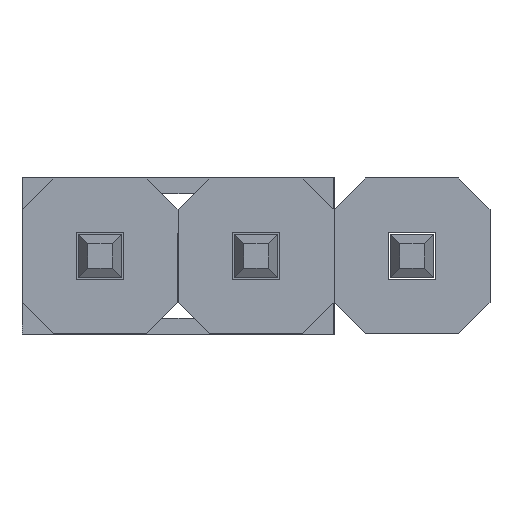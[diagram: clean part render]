
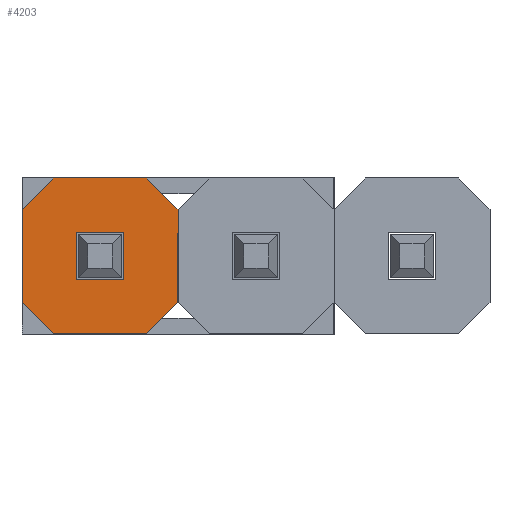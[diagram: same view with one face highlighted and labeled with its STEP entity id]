
A CAD part, front view. The second image highlights one B-rep face of the part: STEP entity #4203.
In plain terms, the highlighted planar face has unit normal (0, -1, 0).
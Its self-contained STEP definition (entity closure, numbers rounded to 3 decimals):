
#123 = DIRECTION ( 'NONE',  ( 0., 0., 1. ) ) ;
#124 = VECTOR ( 'NONE', #123, 1000. ) ;
#125 = CARTESIAN_POINT ( 'NONE',  ( -2.88, 0., 0.387 ) ) ;
#126 = LINE ( 'NONE', #125, #124 ) ;
#140 = DIRECTION ( 'NONE',  ( 0., 0., -1. ) ) ;
#141 = VECTOR ( 'NONE', #140, 1000. ) ;
#142 = CARTESIAN_POINT ( 'NONE',  ( -2.12, 0., -0.373 ) ) ;
#144 = LINE ( 'NONE', #142, #141 ) ;
#177 = CARTESIAN_POINT ( 'NONE',  ( -2.88, 0., 0.387 ) ) ;
#206 = DIRECTION ( 'NONE',  ( 1., 0., 0. ) ) ;
#207 = VECTOR ( 'NONE', #206, 1000. ) ;
#208 = CARTESIAN_POINT ( 'NONE',  ( -2.5, 0., 0.387 ) ) ;
#209 = LINE ( 'NONE', #208, #207 ) ;
#238 = CARTESIAN_POINT ( 'NONE',  ( -3.25, 0., -1.243 ) ) ;
#239 = DIRECTION ( 'NONE',  ( -1., 0., 0. ) ) ;
#240 = VECTOR ( 'NONE', #239, 1000. ) ;
#241 = CARTESIAN_POINT ( 'NONE',  ( -3.25, 0., -1.243 ) ) ;
#242 = LINE ( 'NONE', #241, #240 ) ;
#252 = CARTESIAN_POINT ( 'NONE',  ( -3.25, 0., 1.257 ) ) ;
#253 = DIRECTION ( 'NONE',  ( 1., 0., 0. ) ) ;
#254 = VECTOR ( 'NONE', #253, 1000. ) ;
#255 = CARTESIAN_POINT ( 'NONE',  ( -1.75, 0., 1.257 ) ) ;
#256 = LINE ( 'NONE', #255, #254 ) ;
#311 = CARTESIAN_POINT ( 'NONE',  ( -3.75, 0., -0.743 ) ) ;
#312 = DIRECTION ( 'NONE',  ( -0.707, 0., 0.707 ) ) ;
#313 = VECTOR ( 'NONE', #312, 1000. ) ;
#314 = CARTESIAN_POINT ( 'NONE',  ( -3.75, 0., -0.743 ) ) ;
#315 = LINE ( 'NONE', #314, #313 ) ;
#388 = FACE_BOUND ( 'NONE', #4189, .T. ) ;
#389 = FACE_OUTER_BOUND ( 'NONE', #4204, .T. ) ;
#390 = DIRECTION ( 'NONE',  ( 0., 0., -1. ) ) ;
#391 = VECTOR ( 'NONE', #390, 1000. ) ;
#392 = CARTESIAN_POINT ( 'NONE',  ( -3.75, 0., 0.007 ) ) ;
#393 = LINE ( 'NONE', #392, #391 ) ;
#427 = DIRECTION ( 'NONE',  ( 0., 0., -1. ) ) ;
#428 = DIRECTION ( 'NONE',  ( 0., -1., 0. ) ) ;
#429 = CARTESIAN_POINT ( 'NONE',  ( -2.5, 0., 0.007 ) ) ;
#430 = AXIS2_PLACEMENT_3D ( 'NONE', #429, #428, #427 ) ;
#431 = PLANE ( 'NONE',  #430 ) ;
#1099 = CARTESIAN_POINT ( 'NONE',  ( -1.75, 0., -1.243 ) ) ;
#1100 = DIRECTION ( 'NONE',  ( -0.707, 0., -0.707 ) ) ;
#1101 = VECTOR ( 'NONE', #1100, 1000. ) ;
#1102 = CARTESIAN_POINT ( 'NONE',  ( -1.75, 0., -1.243 ) ) ;
#1103 = LINE ( 'NONE', #1102, #1101 ) ;
#1240 = CARTESIAN_POINT ( 'NONE',  ( -1.25, 0., -0.743 ) ) ;
#1241 = CARTESIAN_POINT ( 'NONE',  ( -1.25, 0., 0.757 ) ) ;
#1242 = DIRECTION ( 'NONE',  ( 0., 0., -1. ) ) ;
#1243 = VECTOR ( 'NONE', #1242, 1000. ) ;
#1244 = CARTESIAN_POINT ( 'NONE',  ( -1.25, 0., -0.743 ) ) ;
#1245 = LINE ( 'NONE', #1244, #1243 ) ;
#1262 = DIRECTION ( 'NONE',  ( -1., 0., 0. ) ) ;
#1263 = VECTOR ( 'NONE', #1262, 1000. ) ;
#1264 = CARTESIAN_POINT ( 'NONE',  ( -2.88, 0., -0.373 ) ) ;
#1265 = LINE ( 'NONE', #1264, #1263 ) ;
#1267 = CARTESIAN_POINT ( 'NONE',  ( -2.88, 0., -0.373 ) ) ;
#1278 = CARTESIAN_POINT ( 'NONE',  ( -2.12, 0., -0.373 ) ) ;
#1332 = CARTESIAN_POINT ( 'NONE',  ( -2.12, 0., 0.387 ) ) ;
#1403 = CARTESIAN_POINT ( 'NONE',  ( -1.75, 0., 1.257 ) ) ;
#1404 = DIRECTION ( 'NONE',  ( 0.707, 0., -0.707 ) ) ;
#1405 = VECTOR ( 'NONE', #1404, 1000. ) ;
#1406 = CARTESIAN_POINT ( 'NONE',  ( -1.25, 0., 0.757 ) ) ;
#1407 = LINE ( 'NONE', #1406, #1405 ) ;
#1432 = CARTESIAN_POINT ( 'NONE',  ( -3.75, 0., 0.757 ) ) ;
#1433 = DIRECTION ( 'NONE',  ( 0.707, 0., 0.707 ) ) ;
#1434 = VECTOR ( 'NONE', #1433, 1000. ) ;
#1435 = CARTESIAN_POINT ( 'NONE',  ( -3.25, 0., 1.257 ) ) ;
#1436 = LINE ( 'NONE', #1435, #1434 ) ;
#4017 = EDGE_CURVE ( 'NONE', #4028, #4018, #1103, .T. ) ;
#4018 = VERTEX_POINT ( 'NONE', #1099 ) ;
#4026 = EDGE_CURVE ( 'NONE', #4027, #4028, #1245, .T. ) ;
#4027 = VERTEX_POINT ( 'NONE', #1241 ) ;
#4028 = VERTEX_POINT ( 'NONE', #1240 ) ;
#4049 = EDGE_CURVE ( 'NONE', #4050, #4027, #1407, .T. ) ;
#4050 = VERTEX_POINT ( 'NONE', #1403 ) ;
#4067 = VERTEX_POINT ( 'NONE', #1332 ) ;
#4074 = VERTEX_POINT ( 'NONE', #1278 ) ;
#4081 = VERTEX_POINT ( 'NONE', #1267 ) ;
#4083 = EDGE_CURVE ( 'NONE', #4074, #4081, #1265, .T. ) ;
#4085 = EDGE_CURVE ( 'NONE', #4086, #4156, #1436, .T. ) ;
#4086 = VERTEX_POINT ( 'NONE', #1432 ) ;
#4099 = EDGE_CURVE ( 'NONE', #4081, #4123, #126, .T. ) ;
#4114 = EDGE_CURVE ( 'NONE', #4067, #4074, #144, .T. ) ;
#4123 = VERTEX_POINT ( 'NONE', #177 ) ;
#4126 = ORIENTED_EDGE ( 'NONE', *, *, #4199, .T. ) ;
#4127 = ORIENTED_EDGE ( 'NONE', *, *, #4158, .F. ) ;
#4128 = ORIENTED_EDGE ( 'NONE', *, *, #4144, .F. ) ;
#4129 = ORIENTED_EDGE ( 'NONE', *, *, #4017, .F. ) ;
#4139 = EDGE_CURVE ( 'NONE', #4123, #4067, #209, .T. ) ;
#4144 = EDGE_CURVE ( 'NONE', #4018, #4145, #242, .T. ) ;
#4145 = VERTEX_POINT ( 'NONE', #238 ) ;
#4155 = EDGE_CURVE ( 'NONE', #4156, #4050, #256, .T. ) ;
#4156 = VERTEX_POINT ( 'NONE', #252 ) ;
#4158 = EDGE_CURVE ( 'NONE', #4145, #4159, #315, .T. ) ;
#4159 = VERTEX_POINT ( 'NONE', #311 ) ;
#4185 = ORIENTED_EDGE ( 'NONE', *, *, #4026, .F. ) ;
#4186 = ORIENTED_EDGE ( 'NONE', *, *, #4049, .F. ) ;
#4187 = ORIENTED_EDGE ( 'NONE', *, *, #4155, .F. ) ;
#4188 = ORIENTED_EDGE ( 'NONE', *, *, #4085, .F. ) ;
#4189 = EDGE_LOOP ( 'NONE', ( #4190, #4191, #4192, #4193 ) ) ;
#4190 = ORIENTED_EDGE ( 'NONE', *, *, #4099, .T. ) ;
#4191 = ORIENTED_EDGE ( 'NONE', *, *, #4139, .T. ) ;
#4192 = ORIENTED_EDGE ( 'NONE', *, *, #4114, .T. ) ;
#4193 = ORIENTED_EDGE ( 'NONE', *, *, #4083, .T. ) ;
#4199 = EDGE_CURVE ( 'NONE', #4086, #4159, #393, .T. ) ;
#4203 = ADVANCED_FACE ( 'NONE', ( #389, #388 ), #431, .T. ) ;
#4204 = EDGE_LOOP ( 'NONE', ( #4126, #4127, #4128, #4129, #4185, #4186, #4187, #4188 ) ) ;
